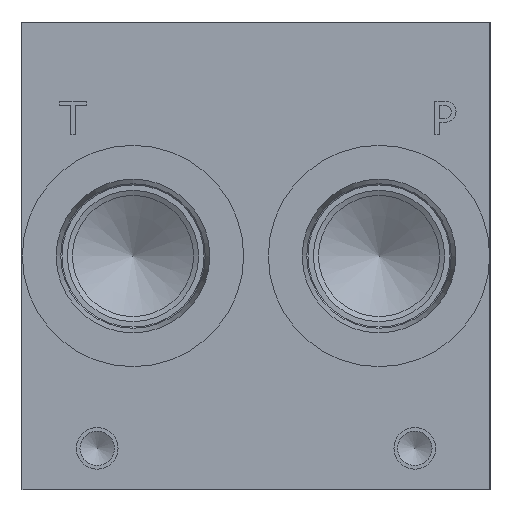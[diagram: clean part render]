
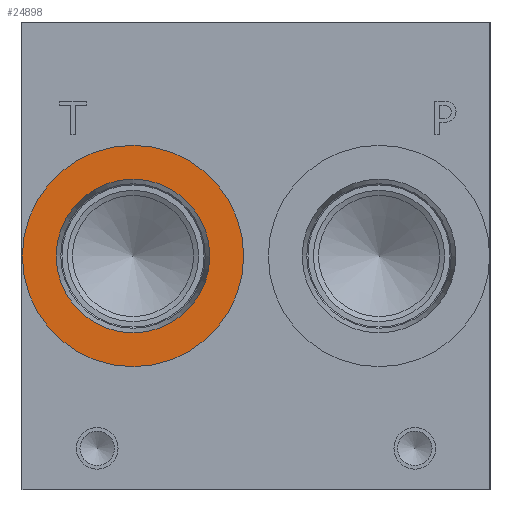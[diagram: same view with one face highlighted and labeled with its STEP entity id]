
A CAD part, left-side view. The second image highlights one B-rep face of the part: STEP entity #24898.
In plain terms, the highlighted planar face has unit normal (-1, 0, 0).
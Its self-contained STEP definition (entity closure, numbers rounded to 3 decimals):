
#967=CIRCLE('',#26226,21.019);
#968=CIRCLE('',#26227,21.019);
#969=CIRCLE('',#26229,14.592);
#970=CIRCLE('',#26230,14.592);
#2335=FACE_BOUND('',#4863,.T.);
#3394=FACE_OUTER_BOUND('',#4862,.T.);
#4862=EDGE_LOOP('',(#20455,#20456));
#4863=EDGE_LOOP('',(#20457,#20458));
#11217=VERTEX_POINT('',#41967);
#11218=VERTEX_POINT('',#41969);
#11219=VERTEX_POINT('',#41973);
#11220=VERTEX_POINT('',#41974);
#14501=EDGE_CURVE('',#11217,#11218,#967,.T.);
#14502=EDGE_CURVE('',#11218,#11217,#968,.T.);
#14503=EDGE_CURVE('',#11219,#11220,#969,.T.);
#14504=EDGE_CURVE('',#11220,#11219,#970,.T.);
#20455=ORIENTED_EDGE('',*,*,#14502,.F.);
#20456=ORIENTED_EDGE('',*,*,#14501,.F.);
#20457=ORIENTED_EDGE('',*,*,#14503,.T.);
#20458=ORIENTED_EDGE('',*,*,#14504,.T.);
#23157=PLANE('',#26228);
#24898=ADVANCED_FACE('',(#3394,#2335),#23157,.F.);
#26226=AXIS2_PLACEMENT_3D('',#41970,#30829,#30830);
#26227=AXIS2_PLACEMENT_3D('',#41971,#30831,#30832);
#26228=AXIS2_PLACEMENT_3D('',#41972,#30833,#30834);
#26229=AXIS2_PLACEMENT_3D('',#41975,#30835,#30836);
#26230=AXIS2_PLACEMENT_3D('',#41976,#30837,#30838);
#30829=DIRECTION('center_axis',(1.,0.,0.));
#30830=DIRECTION('ref_axis',(0.,0.,-1.));
#30831=DIRECTION('center_axis',(1.,0.,0.));
#30832=DIRECTION('ref_axis',(0.,0.,-1.));
#30833=DIRECTION('center_axis',(1.,0.,0.));
#30834=DIRECTION('ref_axis',(0.,0.,-1.));
#30835=DIRECTION('center_axis',(1.,0.,0.));
#30836=DIRECTION('ref_axis',(0.,0.,-1.));
#30837=DIRECTION('center_axis',(1.,0.,0.));
#30838=DIRECTION('ref_axis',(0.,0.,-1.));
#41967=CARTESIAN_POINT('',(0.787,67.818,23.432));
#41969=CARTESIAN_POINT('',(0.787,67.818,65.469));
#41970=CARTESIAN_POINT('Origin',(0.787,67.818,44.45));
#41971=CARTESIAN_POINT('Origin',(0.787,67.818,44.45));
#41972=CARTESIAN_POINT('Origin',(0.787,67.818,59.042));
#41973=CARTESIAN_POINT('',(0.787,67.818,59.042));
#41974=CARTESIAN_POINT('',(0.787,67.818,29.858));
#41975=CARTESIAN_POINT('Origin',(0.787,67.818,44.45));
#41976=CARTESIAN_POINT('Origin',(0.787,67.818,44.45));
